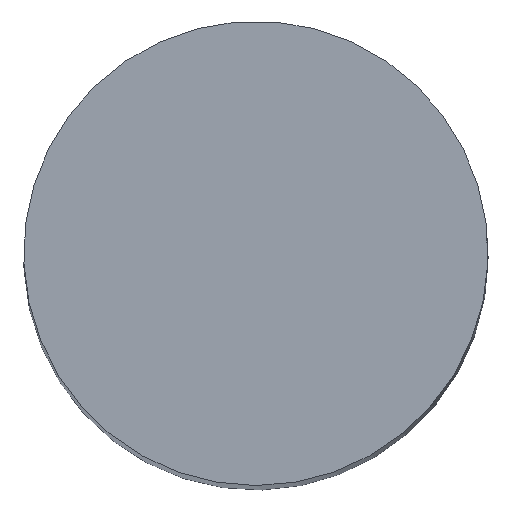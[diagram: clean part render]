
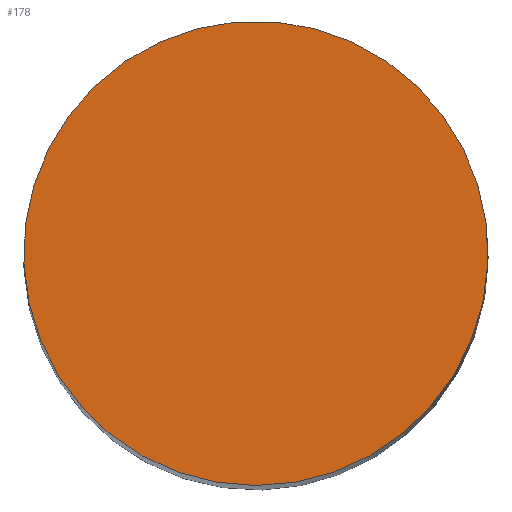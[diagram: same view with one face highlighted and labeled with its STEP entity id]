
A CAD part, top view. The second image highlights one B-rep face of the part: STEP entity #178.
In plain terms, the highlighted planar face has unit normal (0, 0, 1).
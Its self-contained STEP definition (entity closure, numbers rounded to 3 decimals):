
#178=ADVANCED_FACE('240[2]',(#384),#385,.F.);
#240=EDGE_CURVE('240[2]',#457,#457,#458,.F.);
#384=FACE_OUTER_BOUND('',#741,.T.);
#385=PLANE('',#742);
#457=VERTEX_POINT('',#903);
#458=CIRCLE('',#904,3.5);
#741=EDGE_LOOP('',(#1015));
#742=AXIS2_PLACEMENT_3D('',#1016,#1017,#1018);
#903=CARTESIAN_POINT('',(0.,-3.5,0.));
#904=AXIS2_PLACEMENT_3D('',#1102,#1103,#1104);
#1015=ORIENTED_EDGE('',*,*,#240,.T.);
#1016=CARTESIAN_POINT('',(0.0,0.0,0.0));
#1017=DIRECTION('',(0.,0.,-1.0));
#1018=DIRECTION('',(0.,1.0,0.));
#1102=CARTESIAN_POINT('',(0.0,0.0,0.0));
#1103=DIRECTION('',(0.,0.,-1.0));
#1104=DIRECTION('',(1.0,0.,0.));
